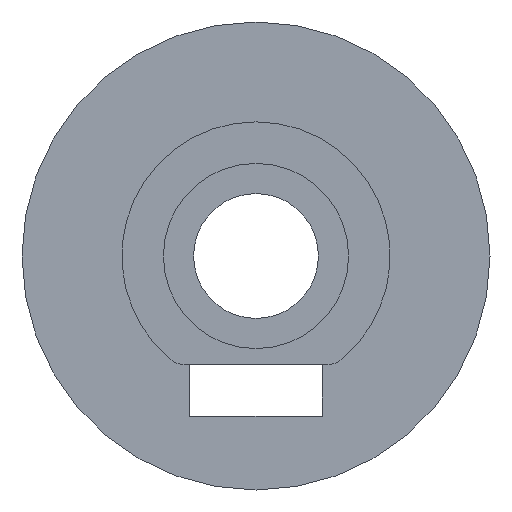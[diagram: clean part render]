
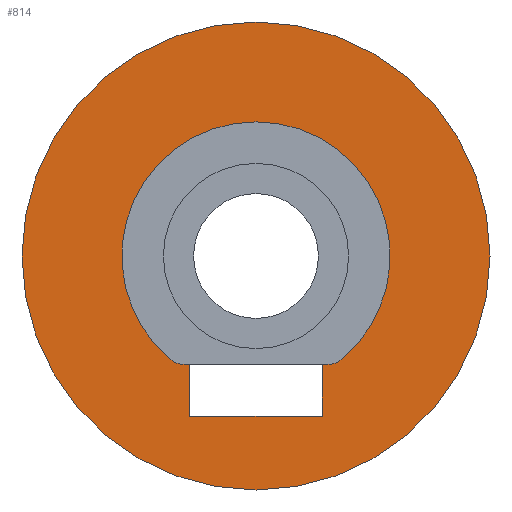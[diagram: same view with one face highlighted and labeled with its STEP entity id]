
A CAD part, front view. The second image highlights one B-rep face of the part: STEP entity #814.
In plain terms, the highlighted planar face has unit normal (0, -1, 0).
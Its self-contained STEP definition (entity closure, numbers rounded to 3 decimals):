
#9 = ORIENTED_EDGE ( 'NONE', *, *, #567, .T. ) ;
#10 = DIRECTION ( 'NONE',  ( 0., -1., 0. ) ) ;
#35 = EDGE_CURVE ( 'NONE', #590, #228, #815, .T. ) ;
#72 = CIRCLE ( 'NONE', #857, 2. ) ;
#74 = VERTEX_POINT ( 'NONE', #862 ) ;
#99 = CARTESIAN_POINT ( 'NONE',  ( -6.347, 0., -15.419 ) ) ;
#128 = LINE ( 'NONE', #352, #849 ) ;
#139 = LINE ( 'NONE', #701, #766 ) ;
#142 = VERTEX_POINT ( 'NONE', #154 ) ;
#154 = CARTESIAN_POINT ( 'NONE',  ( -6.923, 0., -10.419 ) ) ;
#162 = CARTESIAN_POINT ( 'NONE',  ( 0., 0., 0. ) ) ;
#189 = EDGE_CURVE ( 'NONE', #349, #74, #312, .T. ) ;
#201 = CIRCLE ( 'NONE', #384, 12.9 ) ;
#219 = EDGE_CURVE ( 'NONE', #577, #625, #201, .T. ) ;
#225 = DIRECTION ( 'NONE',  ( 0., 0., -1. ) ) ;
#228 = VERTEX_POINT ( 'NONE', #229 ) ;
#229 = CARTESIAN_POINT ( 'NONE',  ( 6.347, 0., -15.419 ) ) ;
#233 = EDGE_CURVE ( 'NONE', #142, #658, #883, .T. ) ;
#242 = ORIENTED_EDGE ( 'NONE', *, *, #35, .F. ) ;
#247 = DIRECTION ( 'NONE',  ( 0., -1., 0. ) ) ;
#248 = PLANE ( 'NONE',  #252 ) ;
#249 = CIRCLE ( 'NONE', #457, 22.5 ) ;
#252 = AXIS2_PLACEMENT_3D ( 'NONE', #460, #479, #335 ) ;
#303 = ORIENTED_EDGE ( 'NONE', *, *, #411, .T. ) ;
#312 = LINE ( 'NONE', #447, #893 ) ;
#313 = ORIENTED_EDGE ( 'NONE', *, *, #453, .F. ) ;
#318 = CARTESIAN_POINT ( 'NONE',  ( -6.347, 0., -10.419 ) ) ;
#326 = VERTEX_POINT ( 'NONE', #842 ) ;
#330 = EDGE_CURVE ( 'NONE', #658, #590, #139, .T. ) ;
#335 = DIRECTION ( 'NONE',  ( 0., 0., 1. ) ) ;
#340 = AXIS2_PLACEMENT_3D ( 'NONE', #594, #247, #456 ) ;
#344 = FACE_OUTER_BOUND ( 'NONE', #540, .T. ) ;
#349 = VERTEX_POINT ( 'NONE', #481 ) ;
#352 = CARTESIAN_POINT ( 'NONE',  ( 6.347, 0., 0. ) ) ;
#354 = CIRCLE ( 'NONE', #878, 22.5 ) ;
#357 = ORIENTED_EDGE ( 'NONE', *, *, #690, .F. ) ;
#363 = DIRECTION ( 'NONE',  ( 0., 0., -1. ) ) ;
#368 = ORIENTED_EDGE ( 'NONE', *, *, #330, .F. ) ;
#379 = VERTEX_POINT ( 'NONE', #774 ) ;
#384 = AXIS2_PLACEMENT_3D ( 'NONE', #162, #806, #451 ) ;
#390 = DIRECTION ( 'NONE',  ( 0., 0., 1. ) ) ;
#408 = DIRECTION ( 'NONE',  ( 0., 0., -1. ) ) ;
#411 = EDGE_CURVE ( 'NONE', #326, #471, #354, .T. ) ;
#417 = ORIENTED_EDGE ( 'NONE', *, *, #233, .F. ) ;
#430 = CARTESIAN_POINT ( 'NONE',  ( 0., 0., 22.5 ) ) ;
#436 = DIRECTION ( 'NONE',  ( 0., -1., 0. ) ) ;
#443 = DIRECTION ( 'NONE',  ( 0., -1., 0. ) ) ;
#447 = CARTESIAN_POINT ( 'NONE',  ( -6.347, 0., -10.419 ) ) ;
#448 = ORIENTED_EDGE ( 'NONE', *, *, #219, .F. ) ;
#451 = DIRECTION ( 'NONE',  ( 0., 0., -1. ) ) ;
#453 = EDGE_CURVE ( 'NONE', #228, #349, #128, .T. ) ;
#456 = DIRECTION ( 'NONE',  ( 0., 0., 1. ) ) ;
#457 = AXIS2_PLACEMENT_3D ( 'NONE', #659, #436, #225 ) ;
#460 = CARTESIAN_POINT ( 'NONE',  ( 0., 0., 0. ) ) ;
#461 = ORIENTED_EDGE ( 'NONE', *, *, #618, .F. ) ;
#463 = DIRECTION ( 'NONE',  ( 0., 0., -1. ) ) ;
#468 = VECTOR ( 'NONE', #592, 1000. ) ;
#471 = VERTEX_POINT ( 'NONE', #430 ) ;
#478 = CIRCLE ( 'NONE', #503, 12.9 ) ;
#479 = DIRECTION ( 'NONE',  ( 0., 1., 0. ) ) ;
#481 = CARTESIAN_POINT ( 'NONE',  ( 6.347, 0., -10.419 ) ) ;
#483 = ORIENTED_EDGE ( 'NONE', *, *, #646, .F. ) ;
#503 = AXIS2_PLACEMENT_3D ( 'NONE', #865, #443, #463 ) ;
#510 = FACE_BOUND ( 'NONE', #749, .T. ) ;
#513 = ORIENTED_EDGE ( 'NONE', *, *, #189, .F. ) ;
#540 = EDGE_LOOP ( 'NONE', ( #303, #9 ) ) ;
#567 = EDGE_CURVE ( 'NONE', #471, #326, #249, .T. ) ;
#577 = VERTEX_POINT ( 'NONE', #802 ) ;
#579 = CARTESIAN_POINT ( 'NONE',  ( -6.347, 0., -10.419 ) ) ;
#590 = VERTEX_POINT ( 'NONE', #99 ) ;
#592 = DIRECTION ( 'NONE',  ( 1., 0., 0. ) ) ;
#594 = CARTESIAN_POINT ( 'NONE',  ( 6.923, 0., -8.419 ) ) ;
#618 = EDGE_CURVE ( 'NONE', #379, #577, #478, .T. ) ;
#623 = VECTOR ( 'NONE', #776, 1000. ) ;
#625 = VERTEX_POINT ( 'NONE', #793 ) ;
#646 = EDGE_CURVE ( 'NONE', #625, #142, #72, .T. ) ;
#658 = VERTEX_POINT ( 'NONE', #318 ) ;
#659 = CARTESIAN_POINT ( 'NONE',  ( 0., 0., 0. ) ) ;
#690 = EDGE_CURVE ( 'NONE', #74, #379, #827, .T. ) ;
#701 = CARTESIAN_POINT ( 'NONE',  ( -6.347, 0., 0. ) ) ;
#709 = CARTESIAN_POINT ( 'NONE',  ( 0., 0., -15.419 ) ) ;
#710 = DIRECTION ( 'NONE',  ( 0., 0., 1. ) ) ;
#714 = CARTESIAN_POINT ( 'NONE',  ( 0., 0., 0. ) ) ;
#749 = EDGE_LOOP ( 'NONE', ( #417, #483, #448, #461, #357, #513, #313, #242, #368 ) ) ;
#766 = VECTOR ( 'NONE', #408, 1000. ) ;
#774 = CARTESIAN_POINT ( 'NONE',  ( 8.193, 0., -9.964 ) ) ;
#776 = DIRECTION ( 'NONE',  ( 1., 0., 0. ) ) ;
#793 = CARTESIAN_POINT ( 'NONE',  ( -8.193, 0., -9.964 ) ) ;
#802 = CARTESIAN_POINT ( 'NONE',  ( 0., 0., 12.9 ) ) ;
#806 = DIRECTION ( 'NONE',  ( 0., -1., 0. ) ) ;
#814 = ADVANCED_FACE ( 'NONE', ( #510, #344 ), #248, .F. ) ;
#815 = LINE ( 'NONE', #709, #623 ) ;
#827 = CIRCLE ( 'NONE', #340, 2. ) ;
#842 = CARTESIAN_POINT ( 'NONE',  ( 0., 0., -22.5 ) ) ;
#849 = VECTOR ( 'NONE', #710, 1000. ) ;
#857 = AXIS2_PLACEMENT_3D ( 'NONE', #869, #874, #390 ) ;
#862 = CARTESIAN_POINT ( 'NONE',  ( 6.923, 0., -10.419 ) ) ;
#865 = CARTESIAN_POINT ( 'NONE',  ( 0., 0., 0. ) ) ;
#867 = DIRECTION ( 'NONE',  ( 1., 0., 0. ) ) ;
#869 = CARTESIAN_POINT ( 'NONE',  ( -6.923, 0., -8.419 ) ) ;
#874 = DIRECTION ( 'NONE',  ( 0., -1., 0. ) ) ;
#878 = AXIS2_PLACEMENT_3D ( 'NONE', #714, #10, #363 ) ;
#883 = LINE ( 'NONE', #579, #468 ) ;
#893 = VECTOR ( 'NONE', #867, 1000. ) ;
